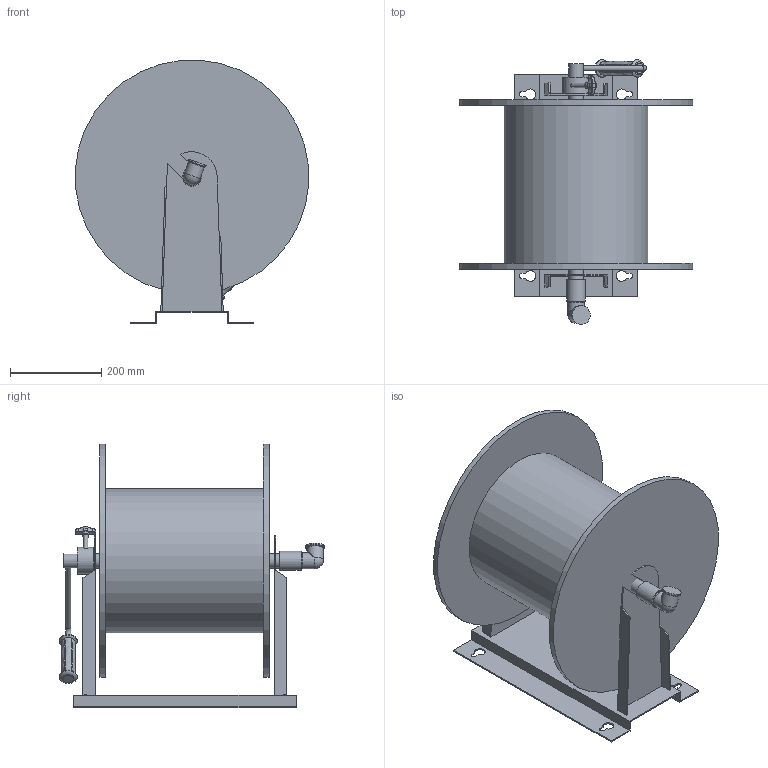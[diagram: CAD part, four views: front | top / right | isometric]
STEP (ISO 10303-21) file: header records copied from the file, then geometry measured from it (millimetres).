
FILE_DESCRIPTION(/* description */ ('Unknown'),/* implementation_level */ '2;1');
FILE_NAME(/* name */ '75600.100',/* time_stamp */ '2017-05-17T16:02:37+02:00',/* author */ ('Unknown'),/* organization */ ('Unknown'),/* preprocessor_version */ 'ST-DEVELOPER v16.7',/* originating_system */ 'DEX',/* authorisation */ $);
FILE_SCHEMA (('AUTOMOTIVE_DESIGN {1 0 10303 214 3 1 1}'));
Length unit declared in the file: millimetre
Products named in the file (13): 75600.100; B2911; B2713; M817; B2797; B2799; I712; S552; F781; B421; F779; F805; F807
Assembly tree (12 placements, depth 2):
  75600.100
    B2911
    B2713
    M817
    B2797
    B2799
    I712
    S552
    F781
    B421
    F779
    F805
    F807
Bounding box: 512.35 x 582.55 x 579.17 mm (x, y, z)
Volume: 33998319.9 mm3; surface area: 1685441.1 mm2
Topology: 14 solids, 14 shells, 180 faces, 406 edges, 267 vertices
Faces by surface type: plane 98, cylinder 51, bspline 16, torus 12, cone 3
Full cylindrical faces by diameter (mm): 9.8 x1, 10 x2, 11.98 x1, 12 x3, 14 x1, 20 x2, 22.336 x2, 31.8 x1, 31.95 x1, 36 x2, 39 x2, 41.5 x2, 59 x1, 316.741 x1, 513.445 x2
Entity records: 9904 total; most frequent: CARTESIAN_POINT 5503, DIRECTION 707, ORIENTED_EDGE 700, EDGE_CURVE 350, AXIS2_PLACEMENT_3D 265, VERTEX_POINT 251, FACE_BOUND 241, EDGE_LOOP 240
